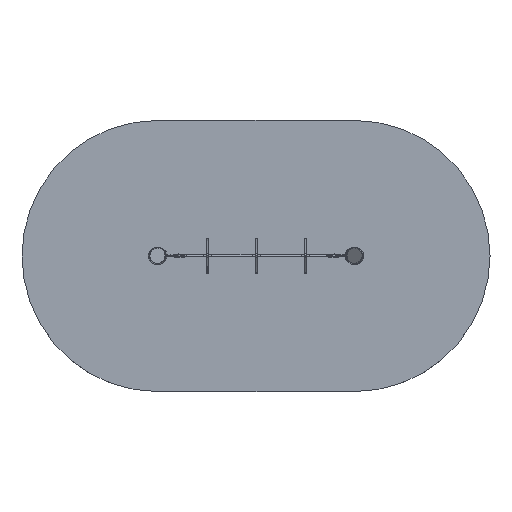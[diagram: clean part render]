
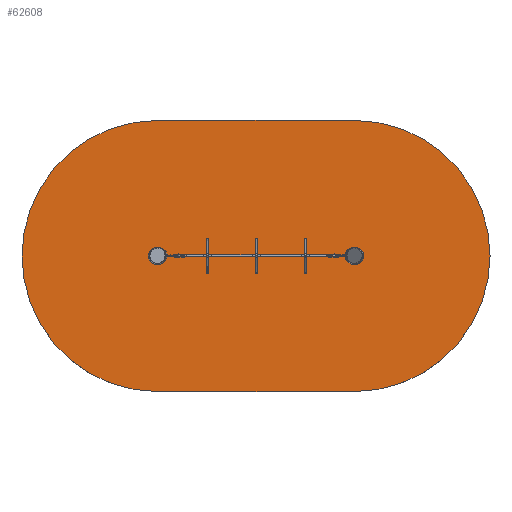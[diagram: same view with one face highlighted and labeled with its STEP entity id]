
A CAD part, top view. The second image highlights one B-rep face of the part: STEP entity #62608.
In plain terms, the highlighted face is planar.
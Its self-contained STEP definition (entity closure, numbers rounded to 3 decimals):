
#233 = VERTEX_POINT ( 'NONE', #78662 ) ;
#4673 = CARTESIAN_POINT ( 'NONE',  ( 0., 300., 0. ) ) ;
#5831 = AXIS2_PLACEMENT_3D ( 'NONE', #17067, #60153, #23260 ) ;
#15382 = DIRECTION ( 'NONE',  ( 0., 1., 0. ) ) ;
#17067 = CARTESIAN_POINT ( 'NONE',  ( 0., 300., 0. ) ) ;
#17072 = PLANE ( 'NONE',  #18368 ) ;
#18368 = AXIS2_PLACEMENT_3D ( 'NONE', #4673, #35641, #78741 ) ;
#20584 = VERTEX_POINT ( 'NONE', #74409 ) ;
#23260 = DIRECTION ( 'NONE',  ( 0., 0., 1. ) ) ;
#27632 = EDGE_CURVE ( 'NONE', #37612, #20584, #74406, .T. ) ;
#29373 = ORIENTED_EDGE ( 'NONE', *, *, #58878, .T. ) ;
#31752 = LINE ( 'NONE', #69682, #48103 ) ;
#31852 = ORIENTED_EDGE ( 'NONE', *, *, #53019, .T. ) ;
#35641 = DIRECTION ( 'NONE',  ( 0., 1., 0. ) ) ;
#37612 = VERTEX_POINT ( 'NONE', #39123 ) ;
#37686 = ORIENTED_EDGE ( 'NONE', *, *, #27632, .T. ) ;
#39123 = CARTESIAN_POINT ( 'NONE',  ( 0., 300., 1550. ) ) ;
#48103 = VECTOR ( 'NONE', #75865, 1000. ) ;
#49816 = EDGE_LOOP ( 'NONE', ( #59224, #37686, #29373, #31852 ) ) ;
#51179 = EDGE_CURVE ( 'NONE', #66785, #37612, #79104, .T. ) ;
#52230 = VECTOR ( 'NONE', #60916, 1000. ) ;
#52303 = CARTESIAN_POINT ( 'NONE',  ( 2250., 300., 0. ) ) ;
#53019 = EDGE_CURVE ( 'NONE', #233, #66785, #31752, .T. ) ;
#54701 = CARTESIAN_POINT ( 'NONE',  ( 0., 300., 1550. ) ) ;
#58495 = DIRECTION ( 'NONE',  ( 0., 0., 1. ) ) ;
#58878 = EDGE_CURVE ( 'NONE', #20584, #233, #74090, .T. ) ;
#59224 = ORIENTED_EDGE ( 'NONE', *, *, #51179, .T. ) ;
#60153 = DIRECTION ( 'NONE',  ( 0., 1., 0. ) ) ;
#60916 = DIRECTION ( 'NONE',  ( 1., 0., 0. ) ) ;
#62608 = ADVANCED_FACE ( 'NONE', ( #73793 ), #17072, .T. ) ;
#66741 = CARTESIAN_POINT ( 'NONE',  ( 0., 300., -1550. ) ) ;
#66785 = VERTEX_POINT ( 'NONE', #66741 ) ;
#69108 = AXIS2_PLACEMENT_3D ( 'NONE', #52303, #15382, #58495 ) ;
#69682 = CARTESIAN_POINT ( 'NONE',  ( 0., 300., -1550. ) ) ;
#73793 = FACE_OUTER_BOUND ( 'NONE', #49816, .T. ) ;
#74090 = CIRCLE ( 'NONE', #69108, 1550. ) ;
#74406 = LINE ( 'NONE', #54701, #52230 ) ;
#74409 = CARTESIAN_POINT ( 'NONE',  ( 2250., 300., 1550. ) ) ;
#75865 = DIRECTION ( 'NONE',  ( -1., 0., 0. ) ) ;
#78662 = CARTESIAN_POINT ( 'NONE',  ( 2250., 300., -1550. ) ) ;
#78741 = DIRECTION ( 'NONE',  ( 0., 0., 1. ) ) ;
#79104 = CIRCLE ( 'NONE', #5831, 1550. ) ;
